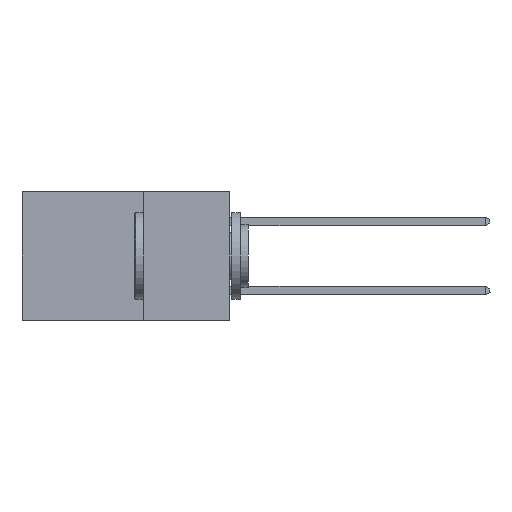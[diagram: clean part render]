
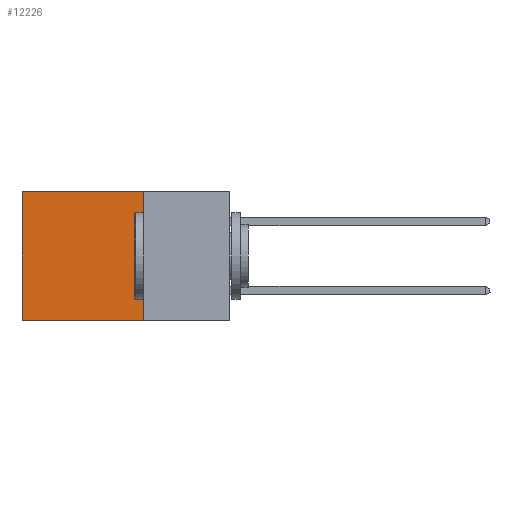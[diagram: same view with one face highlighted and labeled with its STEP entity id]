
A CAD part, left-side view. The second image highlights one B-rep face of the part: STEP entity #12226.
In plain terms, the highlighted planar face has unit normal (-1, 0, 0).
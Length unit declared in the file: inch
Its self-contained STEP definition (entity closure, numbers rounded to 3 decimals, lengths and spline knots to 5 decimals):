
#216 = CARTESIAN_POINT ( 'NONE',  ( 0.298, 0.25, -0.37 ) ) ;
#995 = DIRECTION ( 'NONE',  ( 0., 0., -1. ) ) ;
#1432 = EDGE_LOOP ( 'NONE', ( #2863, #3184, #1584, #15727 ) ) ;
#1584 = ORIENTED_EDGE ( 'NONE', *, *, #13613, .F. ) ;
#2530 = DIRECTION ( 'NONE',  ( 0., 0., -1. ) ) ;
#2645 = VERTEX_POINT ( 'NONE', #16392 ) ;
#2863 = ORIENTED_EDGE ( 'NONE', *, *, #14909, .T. ) ;
#3184 = ORIENTED_EDGE ( 'NONE', *, *, #4814, .F. ) ;
#4814 = EDGE_CURVE ( 'NONE', #9815, #18364, #17025, .T. ) ;
#4838 = VECTOR ( 'NONE', #995, 39.37008 ) ;
#4839 = VECTOR ( 'NONE', #19540, 39.37008 ) ;
#4856 = CARTESIAN_POINT ( 'NONE',  ( 0.298, 0.25, 0. ) ) ;
#5358 = VECTOR ( 'NONE', #10238, 39.37008 ) ;
#5434 = LINE ( 'NONE', #21407, #4839 ) ;
#6169 = EDGE_CURVE ( 'NONE', #22650, #2645, #5434, .T. ) ;
#8224 = CARTESIAN_POINT ( 'NONE',  ( 0.298, 0.25, 0. ) ) ;
#8375 = CARTESIAN_POINT ( 'NONE',  ( 0.298, 0.6, 0. ) ) ;
#9815 = VERTEX_POINT ( 'NONE', #11900 ) ;
#9874 = LINE ( 'NONE', #4856, #4838 ) ;
#10238 = DIRECTION ( 'NONE',  ( 0., 0., -1. ) ) ;
#10594 = DIRECTION ( 'NONE',  ( 0., 1., 0. ) ) ;
#11900 = CARTESIAN_POINT ( 'NONE',  ( 0.298, 0.25, -0.37 ) ) ;
#12226 = ADVANCED_FACE ( 'NONE', ( #21272 ), #13852, .F. ) ;
#13613 = EDGE_CURVE ( 'NONE', #22650, #9815, #9874, .T. ) ;
#13852 = PLANE ( 'NONE',  #23548 ) ;
#13946 = DIRECTION ( 'NONE',  ( 1., 0., 0. ) ) ;
#14909 = EDGE_CURVE ( 'NONE', #2645, #18364, #15447, .T. ) ;
#15447 = LINE ( 'NONE', #8375, #5358 ) ;
#15727 = ORIENTED_EDGE ( 'NONE', *, *, #6169, .T. ) ;
#16392 = CARTESIAN_POINT ( 'NONE',  ( 0.298, 0.6, 0. ) ) ;
#17025 = LINE ( 'NONE', #216, #20949 ) ;
#18364 = VERTEX_POINT ( 'NONE', #23190 ) ;
#19540 = DIRECTION ( 'NONE',  ( 0., 1., 0. ) ) ;
#20949 = VECTOR ( 'NONE', #10594, 39.37008 ) ;
#21272 = FACE_OUTER_BOUND ( 'NONE', #1432, .T. ) ;
#21407 = CARTESIAN_POINT ( 'NONE',  ( 0.298, 0.25, 0. ) ) ;
#22650 = VERTEX_POINT ( 'NONE', #22902 ) ;
#22902 = CARTESIAN_POINT ( 'NONE',  ( 0.298, 0.25, 0. ) ) ;
#23190 = CARTESIAN_POINT ( 'NONE',  ( 0.298, 0.6, -0.37 ) ) ;
#23548 = AXIS2_PLACEMENT_3D ( 'NONE', #8224, #13946, #2530 ) ;
